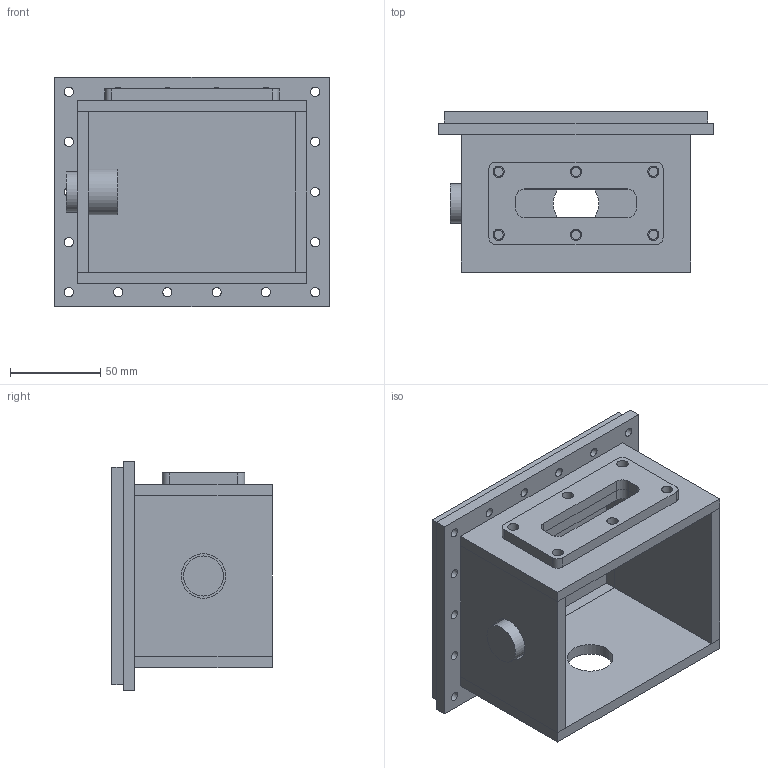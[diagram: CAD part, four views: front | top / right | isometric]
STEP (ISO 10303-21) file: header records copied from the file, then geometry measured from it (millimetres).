
FILE_DESCRIPTION(/* description */ (''),/* implementation_level */ '2;1');
FILE_NAME(/* name */ 'Manetron chamber v2.step',/* time_stamp */ '2024-09-17T19:12:10-07:00',/* author */ (''),/* organization */ (''),/* preprocessor_version */ 'ST-DEVELOPER v20',/* originating_system */ 'Autodesk Translation Framework v13.14.0.145',/* authorisation */ '');
FILE_SCHEMA (('AUTOMOTIVE_DESIGN { 1 0 10303 214 3 1 1 }'));
Length unit declared in the file: inch
Products named in the file (11): Manetron chamber; window clamp plate; magnetron ; main body; Component7; Component8; Component9; Component10; bottom plate; window plate; main cover
Assembly tree (10 placements, depth 3):
  Manetron chamber
    window clamp plate
    magnetron 
    main body
      Component7
      Component8
      Component9
      Component10
      bottom plate
    window plate
    main cover
Bounding box: 152.4 x 88.9 x 127 mm (x, y, z)
Volume: 394587.1 mm3; surface area: 151819.9 mm2
Topology: 8 solids, 8 shells, 127 faces, 312 edges, 208 vertices
Faces by surface type: cylinder 64, plane 63
Full cylindrical faces by diameter (mm): 5 x42, 6.2 x6, 22.225 x1, 24.765 x1, 25.4 x2
Entity records: 4364 total; most frequent: DIRECTION 738, CARTESIAN_POINT 669, ORIENTED_EDGE 624, EDGE_CURVE 312, AXIS2_PLACEMENT_3D 277, EDGE_LOOP 228, VERTEX_POINT 208, LINE 184
